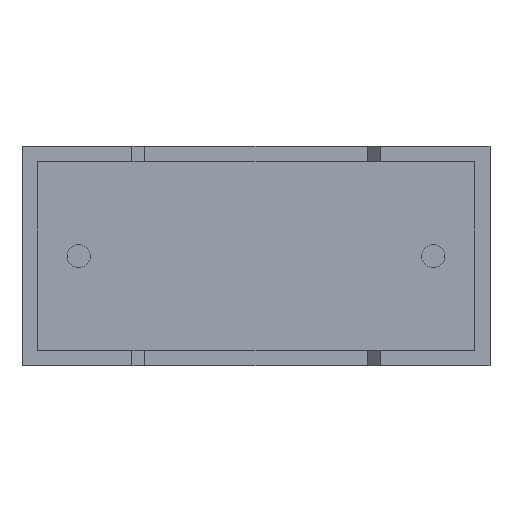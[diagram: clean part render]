
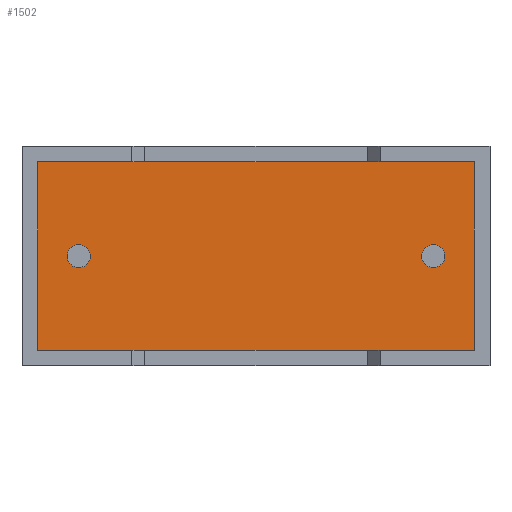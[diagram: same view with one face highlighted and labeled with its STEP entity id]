
A CAD part, front view. The second image highlights one B-rep face of the part: STEP entity #1502.
In plain terms, the highlighted planar face has unit normal (0, -1, 0).
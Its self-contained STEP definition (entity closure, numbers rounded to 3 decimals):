
#18 = DIRECTION ( 'NONE',  ( 0., 0., 1. ) ) ;
#66 = EDGE_CURVE ( 'NONE', #1622, #2194, #2270, .T. ) ;
#127 = CARTESIAN_POINT ( 'NONE',  ( 11.6, 0.75, 3.1 ) ) ;
#143 = DIRECTION ( 'NONE',  ( 0., -1., 0. ) ) ;
#187 = LINE ( 'NONE', #266, #1497 ) ;
#192 = EDGE_CURVE ( 'NONE', #2118, #2727, #641, .T. ) ;
#266 = CARTESIAN_POINT ( 'NONE',  ( 0.44, 0.75, 0.44 ) ) ;
#292 = DIRECTION ( 'NONE',  ( 1., 0., 0. ) ) ;
#301 = FACE_BOUND ( 'NONE', #1850, .T. ) ;
#310 = CARTESIAN_POINT ( 'NONE',  ( 12.76, 0.75, 5.76 ) ) ;
#364 = DIRECTION ( 'NONE',  ( 0., 0., -1. ) ) ;
#465 = CIRCLE ( 'NONE', #1015, 0.325 ) ;
#495 = EDGE_CURVE ( 'NONE', #1596, #2852, #465, .T. ) ;
#504 = CIRCLE ( 'NONE', #1998, 0.325 ) ;
#513 = CARTESIAN_POINT ( 'NONE',  ( 0.44, 0.75, 0.44 ) ) ;
#528 = DIRECTION ( 'NONE',  ( 0., -1., 0. ) ) ;
#533 = EDGE_LOOP ( 'NONE', ( #1832, #1228, #2044, #2181 ) ) ;
#545 = CARTESIAN_POINT ( 'NONE',  ( 11.6, 0.75, 3.1 ) ) ;
#567 = VECTOR ( 'NONE', #3000, 1000. ) ;
#584 = DIRECTION ( 'NONE',  ( 0., 0., -1. ) ) ;
#613 = ORIENTED_EDGE ( 'NONE', *, *, #917, .F. ) ;
#641 = LINE ( 'NONE', #1364, #567 ) ;
#704 = DIRECTION ( 'NONE',  ( 0., 0., -1. ) ) ;
#743 = CARTESIAN_POINT ( 'NONE',  ( 12.76, 0.75, 0.44 ) ) ;
#765 = CARTESIAN_POINT ( 'NONE',  ( 11.6, 0.75, 2.775 ) ) ;
#776 = LINE ( 'NONE', #1688, #2578 ) ;
#888 = EDGE_CURVE ( 'NONE', #2727, #2268, #2816, .T. ) ;
#917 = EDGE_CURVE ( 'NONE', #2852, #1596, #918, .T. ) ;
#918 = CIRCLE ( 'NONE', #2779, 0.325 ) ;
#986 = VECTOR ( 'NONE', #704, 1000. ) ;
#1015 = AXIS2_PLACEMENT_3D ( 'NONE', #127, #2273, #584 ) ;
#1047 = PLANE ( 'NONE',  #2167 ) ;
#1068 = CARTESIAN_POINT ( 'NONE',  ( 0., 0.75, 0. ) ) ;
#1104 = DIRECTION ( 'NONE',  ( 0., 0., -1. ) ) ;
#1112 = EDGE_LOOP ( 'NONE', ( #1925, #2001 ) ) ;
#1203 = DIRECTION ( 'NONE',  ( 0., -1., 0. ) ) ;
#1228 = ORIENTED_EDGE ( 'NONE', *, *, #1623, .T. ) ;
#1233 = CARTESIAN_POINT ( 'NONE',  ( 1.6, 0.75, 3.1 ) ) ;
#1312 = CARTESIAN_POINT ( 'NONE',  ( 11.6, 0.75, 3.425 ) ) ;
#1364 = CARTESIAN_POINT ( 'NONE',  ( 12.76, 0.75, 5.76 ) ) ;
#1398 = DIRECTION ( 'NONE',  ( 0., 0., -1. ) ) ;
#1497 = VECTOR ( 'NONE', #292, 1000. ) ;
#1502 = ADVANCED_FACE ( 'NONE', ( #301, #2396, #2036 ), #1047, .T. ) ;
#1596 = VERTEX_POINT ( 'NONE', #765 ) ;
#1605 = EDGE_CURVE ( 'NONE', #2536, #2118, #776, .T. ) ;
#1622 = VERTEX_POINT ( 'NONE', #1924 ) ;
#1623 = EDGE_CURVE ( 'NONE', #2268, #2536, #187, .T. ) ;
#1641 = CARTESIAN_POINT ( 'NONE',  ( 0.44, 0.75, 5.76 ) ) ;
#1688 = CARTESIAN_POINT ( 'NONE',  ( 12.76, 0.75, 0.44 ) ) ;
#1832 = ORIENTED_EDGE ( 'NONE', *, *, #888, .T. ) ;
#1850 = EDGE_LOOP ( 'NONE', ( #613, #2850 ) ) ;
#1924 = CARTESIAN_POINT ( 'NONE',  ( 1.6, 0.75, 2.775 ) ) ;
#1925 = ORIENTED_EDGE ( 'NONE', *, *, #2881, .F. ) ;
#1998 = AXIS2_PLACEMENT_3D ( 'NONE', #1233, #528, #1398 ) ;
#2001 = ORIENTED_EDGE ( 'NONE', *, *, #66, .F. ) ;
#2007 = CARTESIAN_POINT ( 'NONE',  ( 1.6, 0.75, 3.1 ) ) ;
#2036 = FACE_BOUND ( 'NONE', #1112, .T. ) ;
#2043 = CARTESIAN_POINT ( 'NONE',  ( 0.44, 0.75, 5.76 ) ) ;
#2044 = ORIENTED_EDGE ( 'NONE', *, *, #1605, .T. ) ;
#2114 = AXIS2_PLACEMENT_3D ( 'NONE', #2007, #2504, #1104 ) ;
#2118 = VERTEX_POINT ( 'NONE', #310 ) ;
#2167 = AXIS2_PLACEMENT_3D ( 'NONE', #1068, #143, #364 ) ;
#2181 = ORIENTED_EDGE ( 'NONE', *, *, #192, .T. ) ;
#2194 = VERTEX_POINT ( 'NONE', #2876 ) ;
#2268 = VERTEX_POINT ( 'NONE', #513 ) ;
#2270 = CIRCLE ( 'NONE', #2114, 0.325 ) ;
#2273 = DIRECTION ( 'NONE',  ( 0., -1., 0. ) ) ;
#2396 = FACE_OUTER_BOUND ( 'NONE', #533, .T. ) ;
#2504 = DIRECTION ( 'NONE',  ( 0., -1., 0. ) ) ;
#2536 = VERTEX_POINT ( 'NONE', #743 ) ;
#2578 = VECTOR ( 'NONE', #18, 1000. ) ;
#2727 = VERTEX_POINT ( 'NONE', #2043 ) ;
#2779 = AXIS2_PLACEMENT_3D ( 'NONE', #545, #1203, #2843 ) ;
#2816 = LINE ( 'NONE', #1641, #986 ) ;
#2843 = DIRECTION ( 'NONE',  ( 0., 0., -1. ) ) ;
#2850 = ORIENTED_EDGE ( 'NONE', *, *, #495, .F. ) ;
#2852 = VERTEX_POINT ( 'NONE', #1312 ) ;
#2876 = CARTESIAN_POINT ( 'NONE',  ( 1.6, 0.75, 3.425 ) ) ;
#2881 = EDGE_CURVE ( 'NONE', #2194, #1622, #504, .T. ) ;
#3000 = DIRECTION ( 'NONE',  ( -1., 0., 0. ) ) ;
